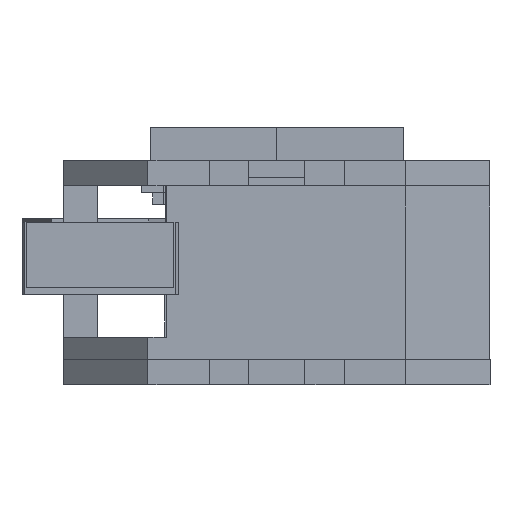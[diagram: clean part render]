
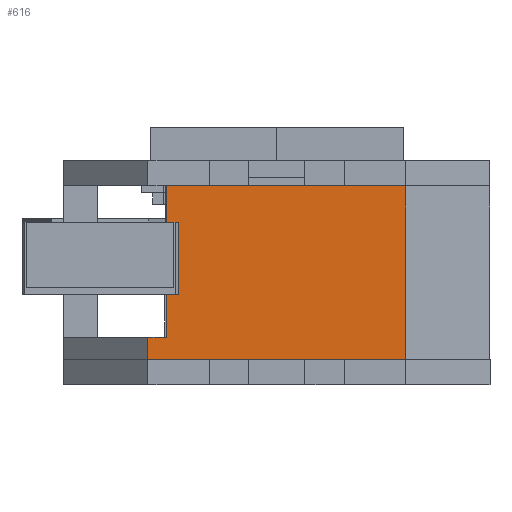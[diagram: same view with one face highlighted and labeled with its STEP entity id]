
A CAD part, left-side view. The second image highlights one B-rep face of the part: STEP entity #616.
In plain terms, the highlighted face is planar.
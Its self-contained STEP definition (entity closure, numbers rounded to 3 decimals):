
#182 = VECTOR ( 'NONE', #1937, 1000. ) ;
#312 = DIRECTION ( 'NONE',  ( 0., -1., 0. ) ) ;
#340 = FACE_OUTER_BOUND ( 'NONE', #3686, .T. ) ;
#616 = ADVANCED_FACE ( 'NONE', ( #340 ), #3366, .F. ) ;
#724 = DIRECTION ( 'NONE',  ( 0., 1., 0. ) ) ;
#744 = ORIENTED_EDGE ( 'NONE', *, *, #4703, .T. ) ;
#865 = ORIENTED_EDGE ( 'NONE', *, *, #1491, .F. ) ;
#1054 = ORIENTED_EDGE ( 'NONE', *, *, #3361, .T. ) ;
#1262 = DIRECTION ( 'NONE',  ( 0., 0., -1. ) ) ;
#1301 = LINE ( 'NONE', #4707, #2891 ) ;
#1310 = CARTESIAN_POINT ( 'NONE',  ( 104., -23., 31. ) ) ;
#1483 = VERTEX_POINT ( 'NONE', #4739 ) ;
#1491 = EDGE_CURVE ( 'NONE', #4258, #2708, #1301, .T. ) ;
#1575 = CARTESIAN_POINT ( 'NONE',  ( 104., -19.736, 4. ) ) ;
#1698 = LINE ( 'NONE', #3197, #4947 ) ;
#1932 = ORIENTED_EDGE ( 'NONE', *, *, #3310, .F. ) ;
#1937 = DIRECTION ( 'NONE',  ( 0., 0., -1. ) ) ;
#2203 = DIRECTION ( 'NONE',  ( 0., 0., 1. ) ) ;
#2240 = LINE ( 'NONE', #3681, #6159 ) ;
#2708 = VERTEX_POINT ( 'NONE', #6088 ) ;
#2891 = VECTOR ( 'NONE', #2203, 1000. ) ;
#2921 = ORIENTED_EDGE ( 'NONE', *, *, #3148, .T. ) ;
#2966 = CARTESIAN_POINT ( 'NONE',  ( 104., 23., 0. ) ) ;
#3148 = EDGE_CURVE ( 'NONE', #4258, #4010, #5532, .T. ) ;
#3197 = CARTESIAN_POINT ( 'NONE',  ( 104., -23., 0. ) ) ;
#3310 = EDGE_CURVE ( 'NONE', #2708, #1483, #2240, .T. ) ;
#3361 = EDGE_CURVE ( 'NONE', #6055, #3994, #1698, .T. ) ;
#3366 = PLANE ( 'NONE',  #3942 ) ;
#3681 = CARTESIAN_POINT ( 'NONE',  ( 104., -23., 31. ) ) ;
#3686 = EDGE_LOOP ( 'NONE', ( #865, #2921, #744, #1054, #4910, #1932 ) ) ;
#3942 = AXIS2_PLACEMENT_3D ( 'NONE', #1310, #6250, #312 ) ;
#3994 = VERTEX_POINT ( 'NONE', #2966 ) ;
#4010 = VERTEX_POINT ( 'NONE', #4977 ) ;
#4218 = CARTESIAN_POINT ( 'NONE',  ( 104., -23., 31. ) ) ;
#4251 = VECTOR ( 'NONE', #1262, 1000. ) ;
#4258 = VERTEX_POINT ( 'NONE', #1575 ) ;
#4400 = CARTESIAN_POINT ( 'NONE',  ( 104., -23., 0. ) ) ;
#4443 = LINE ( 'NONE', #6330, #182 ) ;
#4496 = EDGE_CURVE ( 'NONE', #1483, #3994, #4443, .T. ) ;
#4703 = EDGE_CURVE ( 'NONE', #4010, #6055, #4725, .T. ) ;
#4707 = CARTESIAN_POINT ( 'NONE',  ( 104., -19.736, 31. ) ) ;
#4725 = LINE ( 'NONE', #4218, #4251 ) ;
#4739 = CARTESIAN_POINT ( 'NONE',  ( 104., 23., 31. ) ) ;
#4910 = ORIENTED_EDGE ( 'NONE', *, *, #4496, .F. ) ;
#4947 = VECTOR ( 'NONE', #724, 1000. ) ;
#4977 = CARTESIAN_POINT ( 'NONE',  ( 104., -23., 4. ) ) ;
#4988 = DIRECTION ( 'NONE',  ( 0., -1., 0. ) ) ;
#5436 = VECTOR ( 'NONE', #4988, 1000. ) ;
#5532 = LINE ( 'NONE', #6119, #5436 ) ;
#6055 = VERTEX_POINT ( 'NONE', #4400 ) ;
#6088 = CARTESIAN_POINT ( 'NONE',  ( 104., -19.736, 31. ) ) ;
#6119 = CARTESIAN_POINT ( 'NONE',  ( 104., -23., 4. ) ) ;
#6159 = VECTOR ( 'NONE', #6241, 1000. ) ;
#6241 = DIRECTION ( 'NONE',  ( 0., 1., 0. ) ) ;
#6250 = DIRECTION ( 'NONE',  ( -1., 0., 0. ) ) ;
#6330 = CARTESIAN_POINT ( 'NONE',  ( 104., 23., 31. ) ) ;
